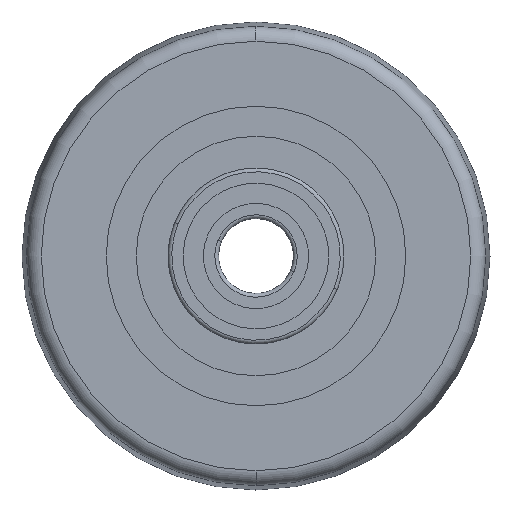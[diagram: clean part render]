
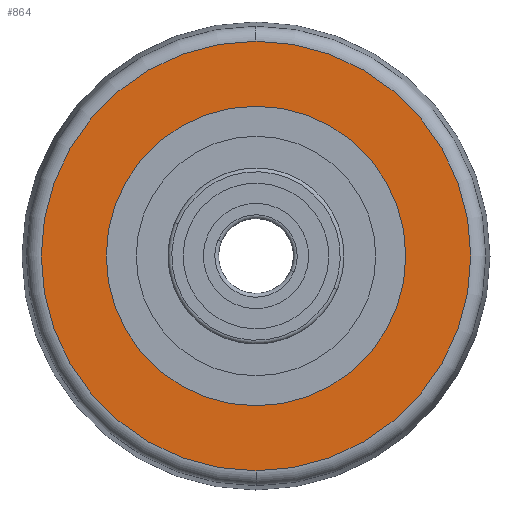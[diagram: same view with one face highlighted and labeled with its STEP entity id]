
A CAD part, left-side view. The second image highlights one B-rep face of the part: STEP entity #864.
In plain terms, the highlighted planar face has unit normal (-1, 0, 0).
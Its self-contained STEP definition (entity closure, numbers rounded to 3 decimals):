
#412 = DIRECTION ( 'NONE',  ( 0., 0., -1. ) ) ;
#450 = CARTESIAN_POINT ( 'NONE',  ( -25., 0., 40. ) ) ;
#536 = CIRCLE ( 'NONE', #624, 40. ) ;
#542 = EDGE_LOOP ( 'NONE', ( #4509, #4113 ) ) ;
#624 = AXIS2_PLACEMENT_3D ( 'NONE', #1275, #2508, #2083 ) ;
#628 = AXIS2_PLACEMENT_3D ( 'NONE', #2563, #4206, #412 ) ;
#864 = ADVANCED_FACE ( 'NONE', ( #1466, #2295 ), #2693, .F. ) ;
#903 = DIRECTION ( 'NONE',  ( 0., 0., 1. ) ) ;
#918 = CARTESIAN_POINT ( 'NONE',  ( -25., 0., 0. ) ) ;
#919 = AXIS2_PLACEMENT_3D ( 'NONE', #918, #1818, #2555 ) ;
#1125 = CIRCLE ( 'NONE', #628, 57.369 ) ;
#1135 = CIRCLE ( 'NONE', #2919, 40. ) ;
#1275 = CARTESIAN_POINT ( 'NONE',  ( -25., 0., 0. ) ) ;
#1444 = DIRECTION ( 'NONE',  ( 0., 0., -1. ) ) ;
#1466 = FACE_OUTER_BOUND ( 'NONE', #542, .T. ) ;
#1487 = EDGE_CURVE ( 'NONE', #3452, #3820, #1125, .T. ) ;
#1532 = VERTEX_POINT ( 'NONE', #2648 ) ;
#1610 = VERTEX_POINT ( 'NONE', #450 ) ;
#1818 = DIRECTION ( 'NONE',  ( -1., 0., 0. ) ) ;
#1884 = CARTESIAN_POINT ( 'NONE',  ( -25., 40., 0. ) ) ;
#2083 = DIRECTION ( 'NONE',  ( 0., 0., 1. ) ) ;
#2158 = DIRECTION ( 'NONE',  ( -1., 0., 0. ) ) ;
#2295 = FACE_BOUND ( 'NONE', #2513, .T. ) ;
#2508 = DIRECTION ( 'NONE',  ( -1., 0., 0. ) ) ;
#2513 = EDGE_LOOP ( 'NONE', ( #2831, #3972 ) ) ;
#2555 = DIRECTION ( 'NONE',  ( 0., 0., -1. ) ) ;
#2563 = CARTESIAN_POINT ( 'NONE',  ( -25., 0., 0. ) ) ;
#2648 = CARTESIAN_POINT ( 'NONE',  ( -25., 0., -40. ) ) ;
#2653 = CARTESIAN_POINT ( 'NONE',  ( -25., 0., 0. ) ) ;
#2693 = PLANE ( 'NONE',  #5295 ) ;
#2831 = ORIENTED_EDGE ( 'NONE', *, *, #3553, .F. ) ;
#2919 = AXIS2_PLACEMENT_3D ( 'NONE', #2653, #2158, #903 ) ;
#3012 = EDGE_CURVE ( 'NONE', #1532, #1610, #536, .T. ) ;
#3128 = DIRECTION ( 'NONE',  ( 1., 0., 0. ) ) ;
#3452 = VERTEX_POINT ( 'NONE', #4559 ) ;
#3553 = EDGE_CURVE ( 'NONE', #1610, #1532, #1135, .T. ) ;
#3820 = VERTEX_POINT ( 'NONE', #4031 ) ;
#3972 = ORIENTED_EDGE ( 'NONE', *, *, #3012, .F. ) ;
#4031 = CARTESIAN_POINT ( 'NONE',  ( -25., 0., -57.369 ) ) ;
#4113 = ORIENTED_EDGE ( 'NONE', *, *, #1487, .T. ) ;
#4206 = DIRECTION ( 'NONE',  ( -1., 0., 0. ) ) ;
#4497 = EDGE_CURVE ( 'NONE', #3820, #3452, #4983, .T. ) ;
#4509 = ORIENTED_EDGE ( 'NONE', *, *, #4497, .T. ) ;
#4559 = CARTESIAN_POINT ( 'NONE',  ( -25., 0., 57.369 ) ) ;
#4983 = CIRCLE ( 'NONE', #919, 57.369 ) ;
#5295 = AXIS2_PLACEMENT_3D ( 'NONE', #1884, #3128, #1444 ) ;
